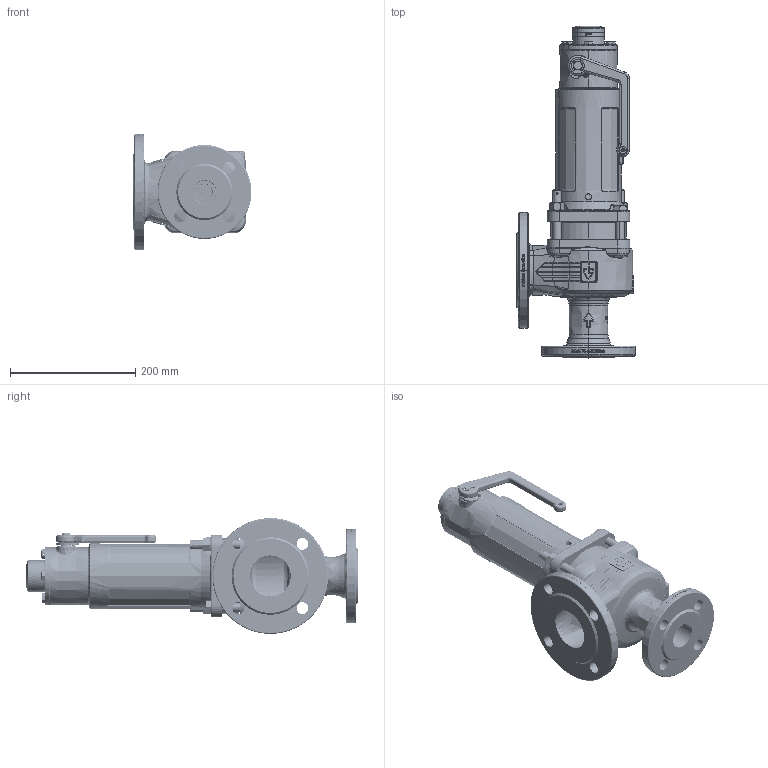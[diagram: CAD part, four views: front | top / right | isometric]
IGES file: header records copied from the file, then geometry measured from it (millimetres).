
Start section: SolidWorks IGES file using analytic representation for surfaces
Global section: file name: 355BGFL_40_FLFL_4065_MD.IGS; native system: SolidWorks 2020; preprocessor: SolidWorks 2020; author: Hehr; date: 200901.094419; units: millimetre
Bounding box: 190 x 530.5 x 185 mm (x, y, z)
Surface area: 597826.5 mm2 (no closed solid volume)
Topology: 0 solids, 0 shells, 2426 faces, 32886 edges, 32836 vertices
Faces by surface type: bspline 1529, revolution 897
